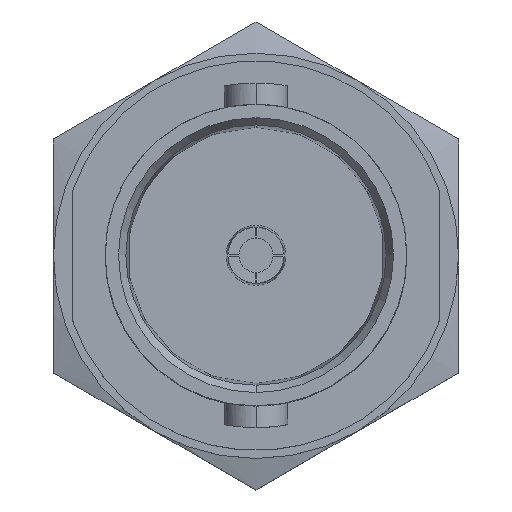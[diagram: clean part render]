
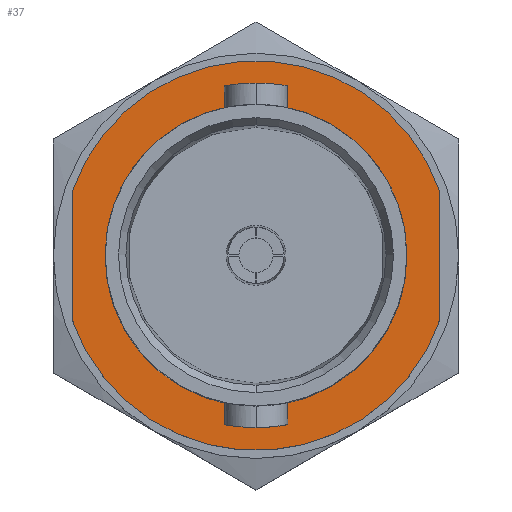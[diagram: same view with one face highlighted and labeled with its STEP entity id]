
A CAD part, top view. The second image highlights one B-rep face of the part: STEP entity #37.
In plain terms, the highlighted planar face has unit normal (0, 0, 1).
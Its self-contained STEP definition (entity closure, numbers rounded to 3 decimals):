
#37 = ADVANCED_FACE ( 'NONE', ( #4898, #2592 ), #440, .F. ) ;
#298 = EDGE_CURVE ( 'NONE', #3309, #768, #9296, .T. ) ;
#440 = PLANE ( 'NONE',  #2098 ) ;
#536 = CARTESIAN_POINT ( 'NONE',  ( -5.9, 2.062, -10.8 ) ) ;
#559 = VERTEX_POINT ( 'NONE', #3326 ) ;
#573 = AXIS2_PLACEMENT_3D ( 'NONE', #7115, #1967, #7980 ) ;
#615 = EDGE_LOOP ( 'NONE', ( #1305, #10972, #7338, #9907 ) ) ;
#736 = CARTESIAN_POINT ( 'NONE',  ( -5.9, -2.062, -10.8 ) ) ;
#764 = VERTEX_POINT ( 'NONE', #536 ) ;
#768 = VERTEX_POINT ( 'NONE', #1489 ) ;
#1171 = CARTESIAN_POINT ( 'NONE',  ( 5.9, 4.84, -10.8 ) ) ;
#1198 = DIRECTION ( 'NONE',  ( 0., 0., 1. ) ) ;
#1305 = ORIENTED_EDGE ( 'NONE', *, *, #4572, .T. ) ;
#1435 = LINE ( 'NONE', #6596, #10282 ) ;
#1485 = DIRECTION ( 'NONE',  ( 0., -1., 0. ) ) ;
#1489 = CARTESIAN_POINT ( 'NONE',  ( -4.84, 0., -10.8 ) ) ;
#1538 = ORIENTED_EDGE ( 'NONE', *, *, #8542, .F. ) ;
#1651 = VERTEX_POINT ( 'NONE', #7362 ) ;
#1678 = AXIS2_PLACEMENT_3D ( 'NONE', #5570, #5644, #5681 ) ;
#1967 = DIRECTION ( 'NONE',  ( 0., 0., 1. ) ) ;
#1975 = LINE ( 'NONE', #1171, #10856 ) ;
#2023 = EDGE_CURVE ( 'NONE', #559, #1651, #1975, .T. ) ;
#2098 = AXIS2_PLACEMENT_3D ( 'NONE', #2921, #6313, #2265 ) ;
#2265 = DIRECTION ( 'NONE',  ( -1., 0., 0. ) ) ;
#2592 = FACE_OUTER_BOUND ( 'NONE', #615, .T. ) ;
#2670 = EDGE_CURVE ( 'NONE', #764, #10792, #1435, .T. ) ;
#2921 = CARTESIAN_POINT ( 'NONE',  ( 0., 4.84, -10.8 ) ) ;
#3309 = VERTEX_POINT ( 'NONE', #7570 ) ;
#3326 = CARTESIAN_POINT ( 'NONE',  ( 5.9, -2.062, -10.8 ) ) ;
#3800 = EDGE_LOOP ( 'NONE', ( #4248, #1538 ) ) ;
#4248 = ORIENTED_EDGE ( 'NONE', *, *, #298, .F. ) ;
#4324 = CARTESIAN_POINT ( 'NONE',  ( 0., 0., -10.8 ) ) ;
#4572 = EDGE_CURVE ( 'NONE', #1651, #764, #8187, .T. ) ;
#4898 = FACE_BOUND ( 'NONE', #3800, .T. ) ;
#5172 = DIRECTION ( 'NONE',  ( 1., 0., 0. ) ) ;
#5212 = AXIS2_PLACEMENT_3D ( 'NONE', #4324, #10320, #5172 ) ;
#5423 = DIRECTION ( 'NONE',  ( 0., 1., 0. ) ) ;
#5570 = CARTESIAN_POINT ( 'NONE',  ( 0., 0., -10.8 ) ) ;
#5644 = DIRECTION ( 'NONE',  ( 0., 0., 1. ) ) ;
#5681 = DIRECTION ( 'NONE',  ( 1., 0., 0. ) ) ;
#5948 = AXIS2_PLACEMENT_3D ( 'NONE', #6294, #1198, #7163 ) ;
#6294 = CARTESIAN_POINT ( 'NONE',  ( 0., 0., -10.8 ) ) ;
#6313 = DIRECTION ( 'NONE',  ( 0., 0., -1. ) ) ;
#6596 = CARTESIAN_POINT ( 'NONE',  ( -5.9, 4.84, -10.8 ) ) ;
#7115 = CARTESIAN_POINT ( 'NONE',  ( 0., 0., -10.8 ) ) ;
#7163 = DIRECTION ( 'NONE',  ( 1., 0., 0. ) ) ;
#7338 = ORIENTED_EDGE ( 'NONE', *, *, #9392, .T. ) ;
#7362 = CARTESIAN_POINT ( 'NONE',  ( 5.9, 2.062, -10.8 ) ) ;
#7570 = CARTESIAN_POINT ( 'NONE',  ( 4.84, 0., -10.8 ) ) ;
#7980 = DIRECTION ( 'NONE',  ( 1., 0., 0. ) ) ;
#8187 = CIRCLE ( 'NONE', #5212, 6.25 ) ;
#8542 = EDGE_CURVE ( 'NONE', #768, #3309, #10860, .T. ) ;
#9296 = CIRCLE ( 'NONE', #1678, 4.84 ) ;
#9392 = EDGE_CURVE ( 'NONE', #10792, #559, #9650, .T. ) ;
#9650 = CIRCLE ( 'NONE', #5948, 6.25 ) ;
#9907 = ORIENTED_EDGE ( 'NONE', *, *, #2023, .T. ) ;
#10282 = VECTOR ( 'NONE', #1485, 1000. ) ;
#10320 = DIRECTION ( 'NONE',  ( 0., 0., 1. ) ) ;
#10792 = VERTEX_POINT ( 'NONE', #736 ) ;
#10856 = VECTOR ( 'NONE', #5423, 1000. ) ;
#10860 = CIRCLE ( 'NONE', #573, 4.84 ) ;
#10972 = ORIENTED_EDGE ( 'NONE', *, *, #2670, .T. ) ;
